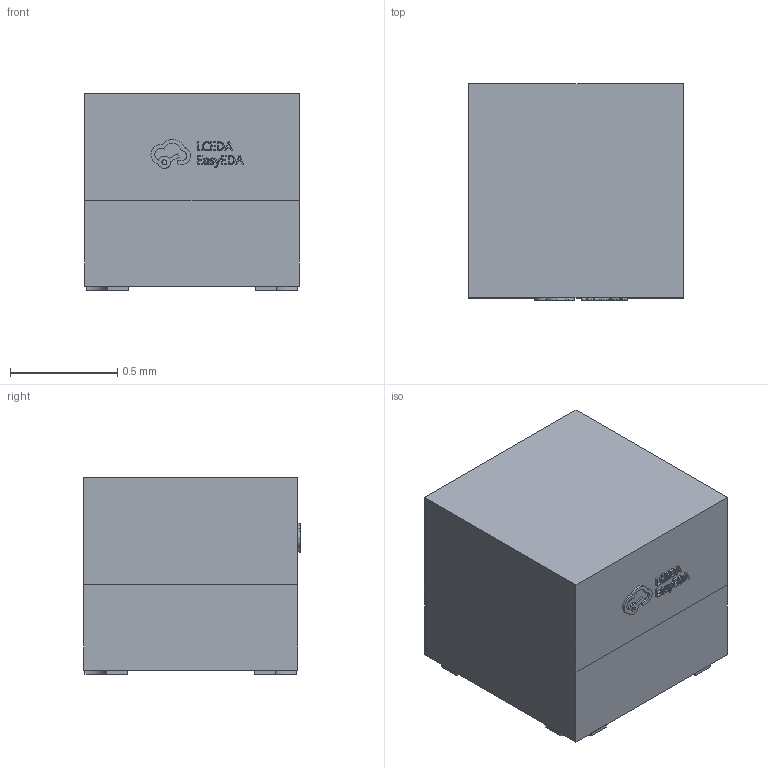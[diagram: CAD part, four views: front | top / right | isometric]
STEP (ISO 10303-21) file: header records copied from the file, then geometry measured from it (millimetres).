
FILE_DESCRIPTION (( 'STEP AP214' ), '1' );
FILE_NAME ('LED-ARRAY-SMD_4P-L1.0-W1.0-H0.9.step', '2022-07-08T11:14:46', ( '' ), ( '' ), 'SwSTEP 2.0', 'SolidWorks 2020', '' );
FILE_SCHEMA (( 'AUTOMOTIVE_DESIGN' ));
Length unit declared in the file: millimetre
Products named in the file (1): LED-ARRAY-SMD_4P-L1.0-W1.0-H0.9
Bounding box: 1 x 1.01 x 0.92 mm (x, y, z)
Volume: 0.9 mm3; surface area: 7.7 mm2
Topology: 2 solids, 2 shells, 319 faces, 855 edges, 570 vertices
Faces by surface type: plane 203, bspline 112, cylinder 4
Entity records: 13994 total; most frequent: CARTESIAN_POINT 3849, ORIENTED_EDGE 1710, DIRECTION 1051, EDGE_CURVE 855, VECTOR 619, LINE 619, VERTEX_POINT 570, EDGE_LOOP 349
